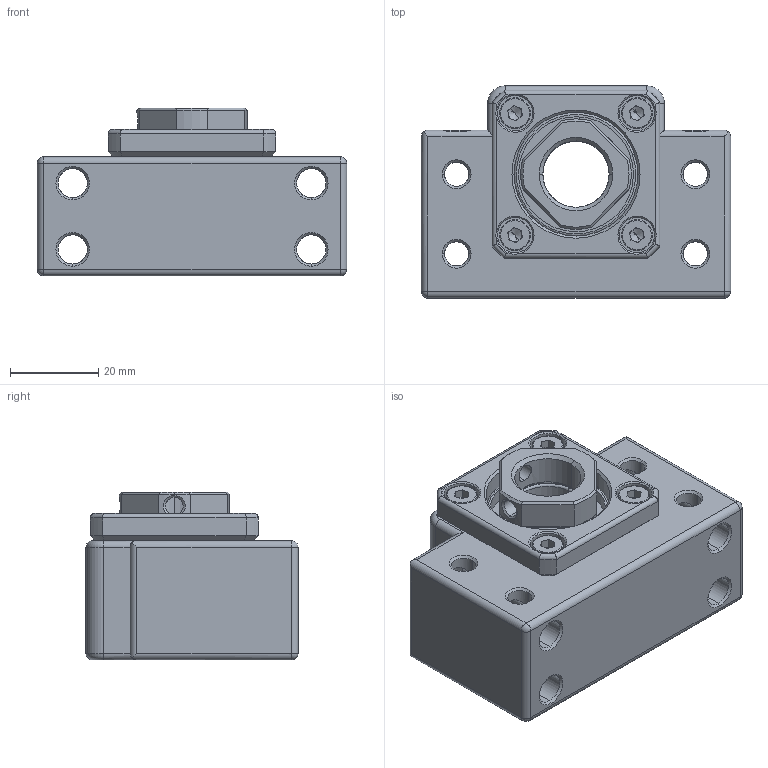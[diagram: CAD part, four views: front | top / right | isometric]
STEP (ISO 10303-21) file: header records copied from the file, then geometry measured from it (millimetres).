
FILE_DESCRIPTION (( 'STEP AP214' ), '1' );
FILE_NAME ('BK15疒玉.STEP', '2018-12-10T05:02:01', ( 'Windows 荤侩磊' ), ( '' ), 'SwSTEP 2.0', 'SolidWorks 2013', '' );
FILE_SCHEMA (( 'AUTOMOTIVE_DESIGN' ));
Length unit declared in the file: millimetre
Products named in the file (8): BK15軸封; 7002A 軸承; BK15軸承座_體(成_); BK15疒玉; M4 x 12螺絲; BK15鎖固螺帽(成_); BK15間隔圈; BK15軸承_(成_)
Assembly tree (13 placements, depth 2):
  BK15疒玉
    BK15軸承座_體(成_)
    7002A 軸承  x2
    BK15軸封  x2
    BK15軸承_(成_)
    BK15間隔圈  x2
    BK15鎖固螺帽(成_)
    M4 x 12螺絲  x4
Bounding box: 70 x 48 x 38 mm (x, y, z)
Volume: 70025.4 mm3; surface area: 37762.8 mm2
Topology: 41 solids, 41 shells, 638 faces, 1529 edges, 909 vertices
Faces by surface type: cylinder 191, plane 135, cone 130, torus 98, sphere 56, bspline 28
Entity records: 17674 total; most frequent: CARTESIAN_POINT 6894, DIRECTION 2212, ORIENTED_EDGE 2042, EDGE_CURVE 1021, AXIS2_PLACEMENT_3D 926, VERTEX_POINT 614, EDGE_LOOP 507, CIRCLE 481
